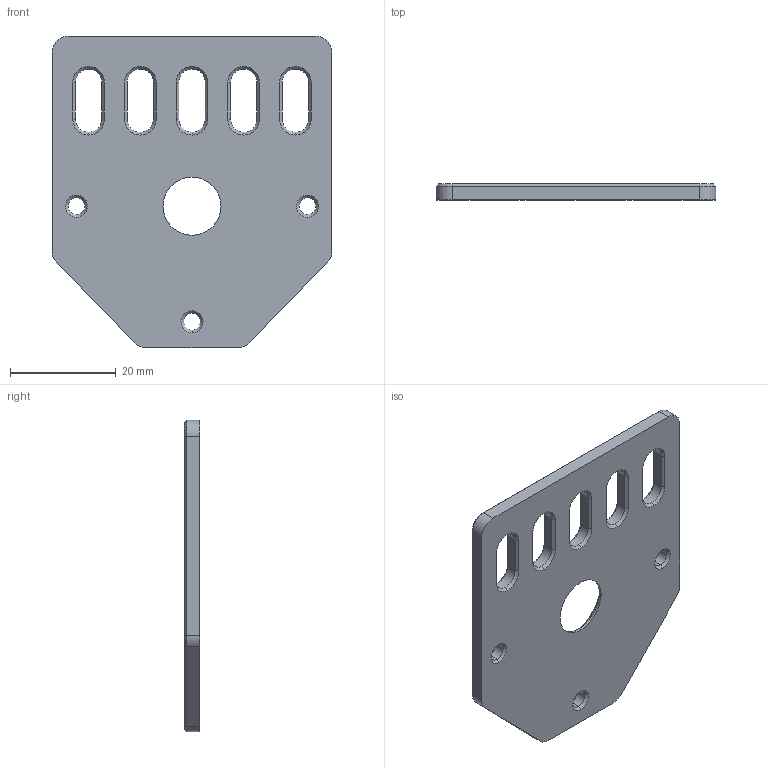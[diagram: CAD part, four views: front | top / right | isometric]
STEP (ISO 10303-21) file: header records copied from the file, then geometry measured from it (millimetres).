
FILE_DESCRIPTION (( 'STEP AP214' ), '1' );
FILE_NAME ('A237 Îïîðíàÿ ïëàñòèíà 53x59 òðàïåöåèäàëüíîãî âèíòà - ïîä äâèãàòåëü Nema 17.STEP', '2019-09-04T11:15:54', ( 'Windows User' ), ( '' ), 'SwSTEP 2.0', 'SolidWorks 2018', '' );
FILE_SCHEMA (( 'AUTOMOTIVE_DESIGN' ));
Length unit declared in the file: millimetre
Products named in the file (1): A237 Îïîðíàÿ ïëàñòèíà 53x59 òðàïåöåèäàëüíîãî âèíòà - ïîä äâèãàòåëü Nema 17
Bounding box: 53 x 3 x 59 mm (x, y, z)
Volume: 7005.3 mm3; surface area: 6008.8 mm2
Topology: 1 solids, 1 shells, 126 faces, 298 edges, 175 vertices
Faces by surface type: cone 50, plane 45, cylinder 31
Entity records: 3641 total; most frequent: DIRECTION 669, CARTESIAN_POINT 600, ORIENTED_EDGE 596, EDGE_CURVE 298, AXIS2_PLACEMENT_3D 244, VECTOR 181, LINE 181, VERTEX_POINT 175
